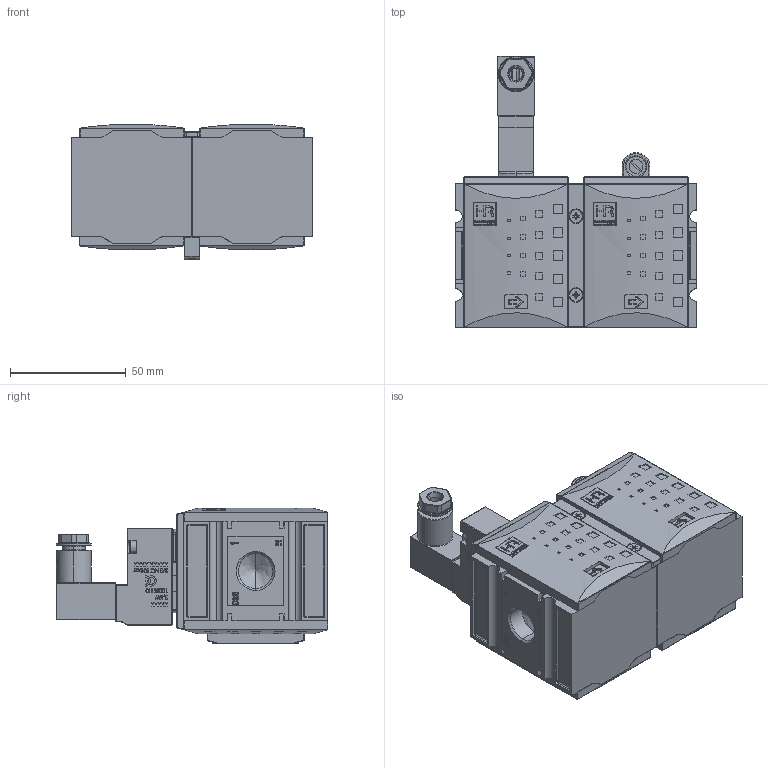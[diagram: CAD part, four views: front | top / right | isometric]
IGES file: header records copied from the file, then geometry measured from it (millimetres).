
Start section: SolidWorks IGES file using analytic representation for surfaces
Global section: file name: K2SA-138_24.IGS; native system: SolidWorks 2013; preprocessor: SolidWorks 2013; author: technolog; date: 140109.095239; units: millimetre
Bounding box: 103.8 x 117 x 58.5 mm (x, y, z)
Volume: 319576.1 mm3; surface area: 100536.1 mm2
Topology: 19 solids, 19 shells, 3067 faces, 16047 edges, 20768 vertices
Faces by surface type: plane 1700, revolution 958, bspline 409
